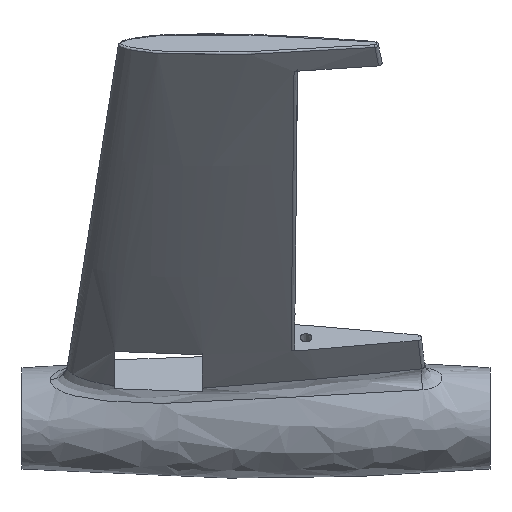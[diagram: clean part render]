
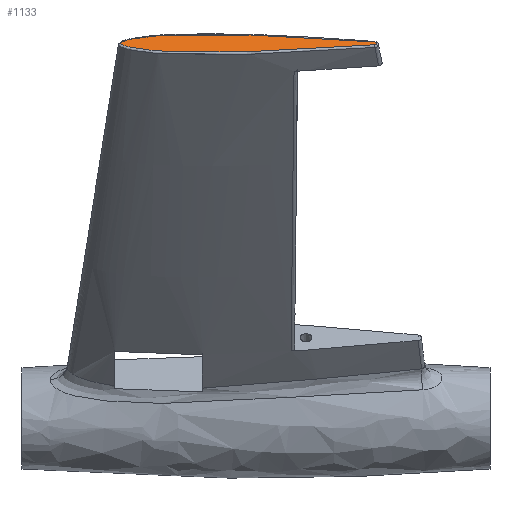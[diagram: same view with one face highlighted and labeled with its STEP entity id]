
A CAD part, front view. The second image highlights one B-rep face of the part: STEP entity #1133.
In plain terms, the highlighted planar face has unit normal (0, -0.707, 0.707).
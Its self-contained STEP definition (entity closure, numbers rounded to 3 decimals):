
#34=PLANE('',#1214);
#98=B_SPLINE_CURVE_WITH_KNOTS('',3,(#2914,#2915,#2916,#2917,#2918,#2919,
#2920,#2921,#2922,#2923,#2924,#2925,#2926,#2927,#2928,#2929,#2930,#2931,
#2932,#2933,#2934,#2935,#2936,#2937,#2938,#2939,#2940,#2941,#2942,#2943,
#2944,#2945),.UNSPECIFIED.,.F.,.F.,(4,1,1,1,1,1,1,1,1,1,1,1,1,1,1,1,1,1,
1,1,1,1,1,1,1,1,1,1,1,4),(-6.594,-5.181,-4.946,
-4.71,-3.768,-2.826,-2.512,
-2.355,-2.041,-1.884,-1.649,
-1.413,-1.256,-1.099,-0.942,
-0.707,-0.471,-0.353,-0.294,
-0.265,-0.236,-0.177,-0.118,
-0.059,-0.029,-0.015,-0.007,
-0.004,-0.002,0.),.UNSPECIFIED.);
#107=B_SPLINE_CURVE_WITH_KNOTS('',3,(#3317,#3318,#3319,#3320,#3321,#3322,
#3323,#3324,#3325,#3326),.UNSPECIFIED.,.F.,.F.,(4,1,1,1,1,1,1,4),(0.,0.021,
0.042,0.063,0.084,0.105,
0.126,0.147),.UNSPECIFIED.);
#112=B_SPLINE_CURVE_WITH_KNOTS('',3,(#3709,#3710,#3711,#3712,#3713,#3714,
#3715,#3716,#3717,#3718,#3719,#3720,#3721,#3722,#3723,#3724,#3725,#3726,
#3727,#3728,#3729,#3730,#3731,#3732,#3733,#3734,#3735,#3736,#3737,#3738,
#3739,#3740,#3741,#3742),.UNSPECIFIED.,.F.,.F.,(4,1,1,1,1,1,1,1,1,1,1,1,
1,1,1,1,1,1,1,1,1,1,1,1,1,1,1,1,1,1,1,4),(0.,0.002,
0.004,0.007,0.015,0.029,
0.059,0.118,0.176,0.235,
0.294,0.353,0.47,0.706,
0.941,1.15,1.254,1.568,1.725,
1.882,2.195,2.352,2.509,2.823,
3.293,3.763,4.234,4.704,5.175,
5.645,6.116,6.586),.UNSPECIFIED.);
#231=FACE_OUTER_BOUND('',#294,.T.);
#294=EDGE_LOOP('',(#893,#894,#895));
#475=VERTEX_POINT('',#2910);
#476=VERTEX_POINT('',#2912);
#490=VERTEX_POINT('',#3316);
#614=EDGE_CURVE('',#475,#476,#98,.T.);
#635=EDGE_CURVE('',#490,#475,#107,.T.);
#645=EDGE_CURVE('',#476,#490,#112,.T.);
#893=ORIENTED_EDGE('',*,*,#614,.T.);
#894=ORIENTED_EDGE('',*,*,#645,.T.);
#895=ORIENTED_EDGE('',*,*,#635,.T.);
#1133=ADVANCED_FACE('',(#231),#34,.F.);
#1214=AXIS2_PLACEMENT_3D('',#3743,#1307,#1308);
#1307=DIRECTION('center_axis',(0.,0.707,-0.707));
#1308=DIRECTION('ref_axis',(1.,0.,0.));
#2910=CARTESIAN_POINT('',(450.455,-95.825,96.508));
#2912=CARTESIAN_POINT('',(385.23,-96.18,96.153));
#2914=CARTESIAN_POINT('Ctrl Pts',(450.455,-95.825,96.508));
#2915=CARTESIAN_POINT('Ctrl Pts',(445.771,-95.474,96.859));
#2916=CARTESIAN_POINT('Ctrl Pts',(440.302,-95.098,97.235));
#2917=CARTESIAN_POINT('Ctrl Pts',(434.044,-94.726,97.607));
#2918=CARTESIAN_POINT('Ctrl Pts',(429.35,-94.463,97.87));
#2919=CARTESIAN_POINT('Ctrl Pts',(422.299,-94.125,98.208));
#2920=CARTESIAN_POINT('Ctrl Pts',(414.977,-93.921,98.412));
#2921=CARTESIAN_POINT('Ctrl Pts',(410.267,-93.893,98.44));
#2922=CARTESIAN_POINT('Ctrl Pts',(407.651,-93.898,98.435));
#2923=CARTESIAN_POINT('Ctrl Pts',(405.56,-93.916,98.417));
#2924=CARTESIAN_POINT('Ctrl Pts',(403.206,-93.936,98.397));
#2925=CARTESIAN_POINT('Ctrl Pts',(401.113,-93.953,98.38));
#2926=CARTESIAN_POINT('Ctrl Pts',(399.018,-93.985,98.348));
#2927=CARTESIAN_POINT('Ctrl Pts',(397.188,-94.05,98.284));
#2928=CARTESIAN_POINT('Ctrl Pts',(395.624,-94.144,98.189));
#2929=CARTESIAN_POINT('Ctrl Pts',(393.808,-94.302,98.031));
#2930=CARTESIAN_POINT('Ctrl Pts',(391.738,-94.545,97.788));
#2931=CARTESIAN_POINT('Ctrl Pts',(389.817,-94.822,97.511));
#2932=CARTESIAN_POINT('Ctrl Pts',(388.475,-95.027,97.306));
#2933=CARTESIAN_POINT('Ctrl Pts',(387.806,-95.141,97.192));
#2934=CARTESIAN_POINT('Ctrl Pts',(387.429,-95.216,97.117));
#2935=CARTESIAN_POINT('Ctrl Pts',(387.055,-95.302,97.031));
#2936=CARTESIAN_POINT('Ctrl Pts',(386.601,-95.434,96.899));
#2937=CARTESIAN_POINT('Ctrl Pts',(386.078,-95.627,96.706));
#2938=CARTESIAN_POINT('Ctrl Pts',(385.667,-95.817,96.516));
#2939=CARTESIAN_POINT('Ctrl Pts',(385.406,-95.976,96.357));
#2940=CARTESIAN_POINT('Ctrl Pts',(385.296,-96.07,96.263));
#2941=CARTESIAN_POINT('Ctrl Pts',(385.252,-96.122,96.211));
#2942=CARTESIAN_POINT('Ctrl Pts',(385.237,-96.15,96.183));
#2943=CARTESIAN_POINT('Ctrl Pts',(385.231,-96.167,96.166));
#2944=CARTESIAN_POINT('Ctrl Pts',(385.23,-96.176,96.157));
#2945=CARTESIAN_POINT('Ctrl Pts',(385.23,-96.18,96.153));
#3316=CARTESIAN_POINT('',(450.454,-96.528,95.805));
#3317=CARTESIAN_POINT('Ctrl Pts',(450.454,-96.528,95.805));
#3318=CARTESIAN_POINT('Ctrl Pts',(450.523,-96.523,95.81));
#3319=CARTESIAN_POINT('Ctrl Pts',(450.66,-96.493,95.84));
#3320=CARTESIAN_POINT('Ctrl Pts',(450.821,-96.392,95.941));
#3321=CARTESIAN_POINT('Ctrl Pts',(450.91,-96.253,96.08));
#3322=CARTESIAN_POINT('Ctrl Pts',(450.91,-96.101,96.232));
#3323=CARTESIAN_POINT('Ctrl Pts',(450.822,-95.963,96.37));
#3324=CARTESIAN_POINT('Ctrl Pts',(450.661,-95.862,96.471));
#3325=CARTESIAN_POINT('Ctrl Pts',(450.525,-95.831,96.503));
#3326=CARTESIAN_POINT('Ctrl Pts',(450.455,-95.825,96.508));
#3709=CARTESIAN_POINT('Ctrl Pts',(385.23,-96.18,96.153));
#3710=CARTESIAN_POINT('Ctrl Pts',(385.23,-96.185,96.149));
#3711=CARTESIAN_POINT('Ctrl Pts',(385.231,-96.193,96.14));
#3712=CARTESIAN_POINT('Ctrl Pts',(385.237,-96.21,96.123));
#3713=CARTESIAN_POINT('Ctrl Pts',(385.254,-96.238,96.095));
#3714=CARTESIAN_POINT('Ctrl Pts',(385.301,-96.29,96.044));
#3715=CARTESIAN_POINT('Ctrl Pts',(385.417,-96.38,95.953));
#3716=CARTESIAN_POINT('Ctrl Pts',(385.685,-96.531,95.802));
#3717=CARTESIAN_POINT('Ctrl Pts',(386.108,-96.711,95.622));
#3718=CARTESIAN_POINT('Ctrl Pts',(386.636,-96.894,95.439));
#3719=CARTESIAN_POINT('Ctrl Pts',(387.184,-97.051,95.282));
#3720=CARTESIAN_POINT('Ctrl Pts',(387.746,-97.175,95.158));
#3721=CARTESIAN_POINT('Ctrl Pts',(388.506,-97.312,95.021));
#3722=CARTESIAN_POINT('Ctrl Pts',(389.844,-97.521,94.812));
#3723=CARTESIAN_POINT('Ctrl Pts',(391.77,-97.79,94.543));
#3724=CARTESIAN_POINT('Ctrl Pts',(394.01,-98.043,94.291));
#3725=CARTESIAN_POINT('Ctrl Pts',(395.828,-98.188,94.145));
#3726=CARTESIAN_POINT('Ctrl Pts',(397.915,-98.304,94.029));
#3727=CARTESIAN_POINT('Ctrl Pts',(399.83,-98.353,93.98));
#3728=CARTESIAN_POINT('Ctrl Pts',(401.92,-98.381,93.952));
#3729=CARTESIAN_POINT('Ctrl Pts',(404.011,-98.402,93.931));
#3730=CARTESIAN_POINT('Ctrl Pts',(406.102,-98.421,93.913));
#3731=CARTESIAN_POINT('Ctrl Pts',(408.192,-98.432,93.901));
#3732=CARTESIAN_POINT('Ctrl Pts',(410.283,-98.433,93.9));
#3733=CARTESIAN_POINT('Ctrl Pts',(413.42,-98.409,93.924));
#3734=CARTESIAN_POINT('Ctrl Pts',(417.601,-98.322,94.011));
#3735=CARTESIAN_POINT('Ctrl Pts',(422.302,-98.166,94.167));
#3736=CARTESIAN_POINT('Ctrl Pts',(427.002,-97.965,94.368));
#3737=CARTESIAN_POINT('Ctrl Pts',(431.698,-97.729,94.604));
#3738=CARTESIAN_POINT('Ctrl Pts',(436.393,-97.463,94.87));
#3739=CARTESIAN_POINT('Ctrl Pts',(441.084,-97.174,95.159));
#3740=CARTESIAN_POINT('Ctrl Pts',(445.772,-96.862,95.471));
#3741=CARTESIAN_POINT('Ctrl Pts',(448.894,-96.642,95.691));
#3742=CARTESIAN_POINT('Ctrl Pts',(450.454,-96.528,95.805));
#3743=CARTESIAN_POINT('Origin',(418.559,-96.17,96.163));
